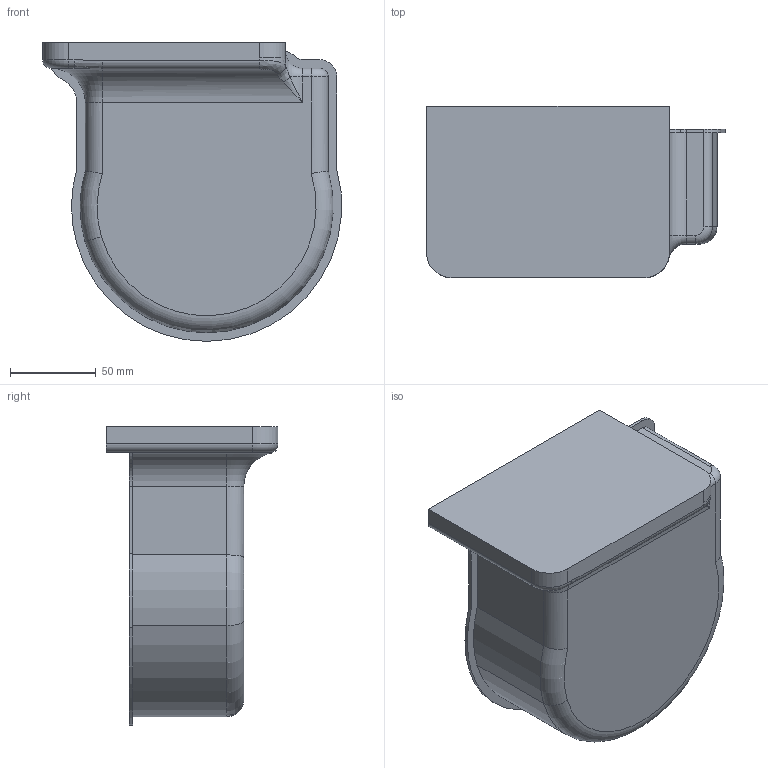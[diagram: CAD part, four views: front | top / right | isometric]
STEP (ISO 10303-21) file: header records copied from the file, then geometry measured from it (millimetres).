
FILE_DESCRIPTION (( 'STEP AP214' ), '1' );
FILE_NAME ('motor housing and control.STEP', '2018-05-09T14:22:13', ( '' ), ( '' ), 'SwSTEP 2.0', 'SolidWorks 2017', '' );
FILE_SCHEMA (( 'AUTOMOTIVE_DESIGN' ));
Length unit declared in the file: millimetre
Products named in the file (1): motor housing and control
Bounding box: 174.78 x 100.5 x 174.63 mm (x, y, z)
Volume: 141717 mm3; surface area: 145311.1 mm2
Topology: 2 solids, 2 shells, 92 faces, 233 edges, 144 vertices
Faces by surface type: cylinder 44, plane 31, torus 11, bspline 6
Entity records: 3227 total; most frequent: CARTESIAN_POINT 959, DIRECTION 484, ORIENTED_EDGE 464, EDGE_CURVE 232, AXIS2_PLACEMENT_3D 185, VERTEX_POINT 144, VECTOR 114, LINE 114
